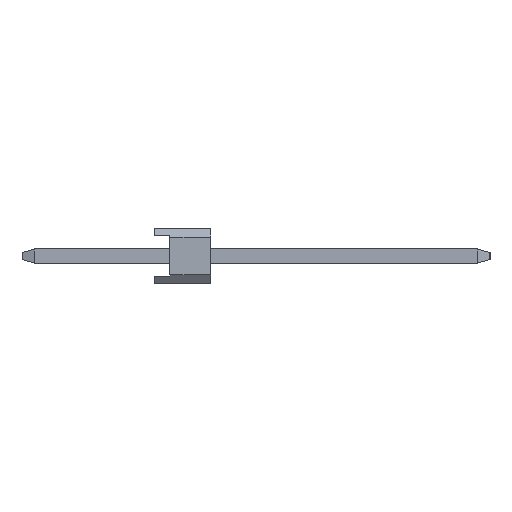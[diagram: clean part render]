
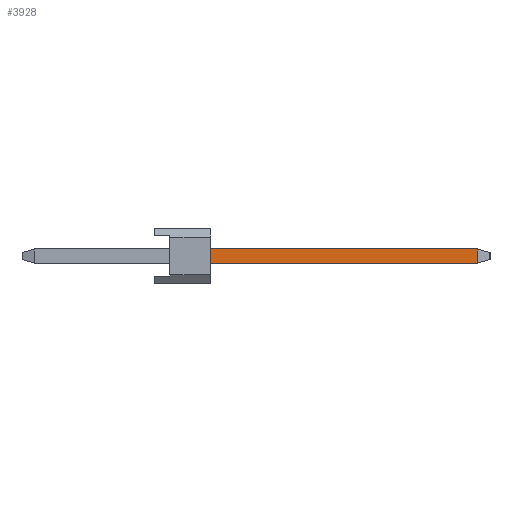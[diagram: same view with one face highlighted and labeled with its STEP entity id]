
A CAD part, left-side view. The second image highlights one B-rep face of the part: STEP entity #3928.
In plain terms, the highlighted planar face has unit normal (-1, 0, 0).
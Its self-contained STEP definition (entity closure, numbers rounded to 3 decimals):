
#2142=EDGE_CURVE('',#2984,#3124,#6151,.T.);
#2984=VERTEX_POINT('',#7077);
#3124=VERTEX_POINT('',#7236);
#3860=EDGE_CURVE('',#4840,#5358,#8050,.T.);
#3928=ADVANCED_FACE('',(#8122),#8123,.T.);
#4202=EDGE_CURVE('',#5358,#2984,#8421,.T.);
#4840=VERTEX_POINT('',#9134);
#5358=VERTEX_POINT('',#9703);
#5642=EDGE_CURVE('',#3124,#4840,#10021,.T.);
#6151=LINE('',#10631,#10632);
#7077=CARTESIAN_POINT('',(-15.56,-2.54,0.32));
#7236=CARTESIAN_POINT('',(-15.56,-14.594,0.32));
#8050=LINE('',#13324,#13325);
#8122=FACE_OUTER_BOUND('',#13429,.T.);
#8123=PLANE('',#13430);
#8421=LINE('',#13879,#13880);
#9134=CARTESIAN_POINT('',(-15.56,-14.594,-0.32));
#9703=CARTESIAN_POINT('',(-15.56,-2.54,-0.32));
#10021=LINE('',#16227,#16228);
#10631=CARTESIAN_POINT('',(-15.56,-4.59,0.32));
#10632=VECTOR('',#16888,1.0);
#13324=CARTESIAN_POINT('',(-15.56,5.414,-0.32));
#13325=VECTOR('',#18837,1.0);
#13429=EDGE_LOOP('',(#18887,#18888,#18889,#18890));
#13430=AXIS2_PLACEMENT_3D('',#18891,#18892,#18893);
#13879=CARTESIAN_POINT('',(-15.56,-2.54,0.252));
#13880=VECTOR('',#19163,1.0);
#16227=CARTESIAN_POINT('',(-15.56,-14.594,0.5));
#16228=VECTOR('',#20899,1.0);
#16888=DIRECTION('',(0.,-1.0,0.));
#18837=DIRECTION('',(0.,1.0,0.));
#18887=ORIENTED_EDGE('',*,*,#4202,.F.);
#18888=ORIENTED_EDGE('',*,*,#3860,.F.);
#18889=ORIENTED_EDGE('',*,*,#5642,.F.);
#18890=ORIENTED_EDGE('',*,*,#2142,.F.);
#18891=CARTESIAN_POINT('',(-15.56,5.414,0.5));
#18892=DIRECTION('',(-1.0,0.,0.));
#18893=DIRECTION('',(0.,1.0,0.));
#19163=DIRECTION('',(0.,0.,1.0));
#20899=DIRECTION('',(0.0,0.,-1.0));
